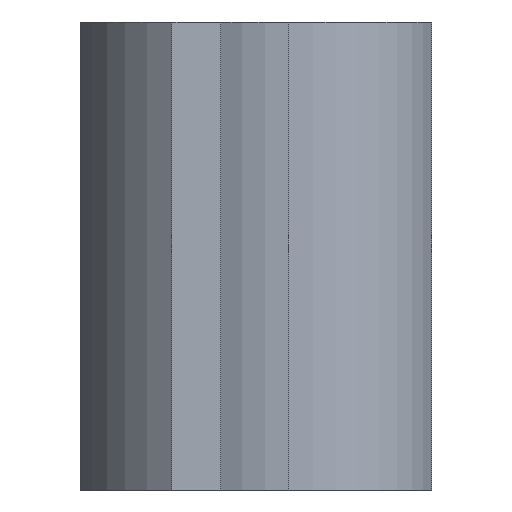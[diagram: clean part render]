
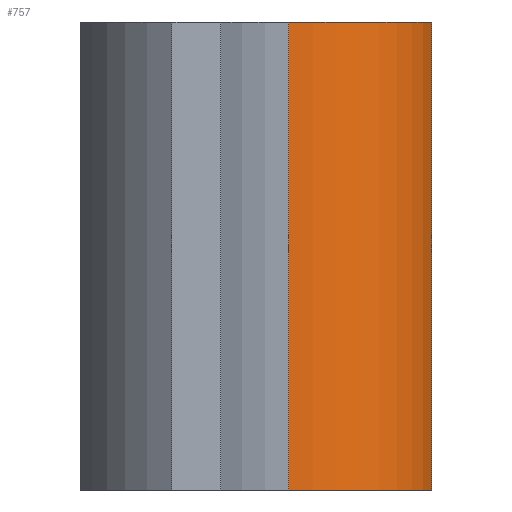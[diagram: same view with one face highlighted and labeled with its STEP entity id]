
A CAD part, left-side view. The second image highlights one B-rep face of the part: STEP entity #757.
In plain terms, the highlighted cylindrical face has radius 9.5 mm (diameter 19 mm), a partial arc.
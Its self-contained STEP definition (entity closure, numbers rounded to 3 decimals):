
#1 = CARTESIAN_POINT ( 'NONE',  ( -5.135, -71.104, 30. ) ) ;
#92 = EDGE_CURVE ( 'NONE', #274, #859, #870, .T. ) ;
#115 = AXIS2_PLACEMENT_3D ( 'NONE', #947, #1277, #652 ) ;
#163 = CARTESIAN_POINT ( 'NONE',  ( -12.112, -61.945, 30. ) ) ;
#200 = EDGE_CURVE ( 'NONE', #274, #877, #1138, .T. ) ;
#233 = VECTOR ( 'NONE', #1012, 1000. ) ;
#274 = VERTEX_POINT ( 'NONE', #163 ) ;
#341 = EDGE_CURVE ( 'NONE', #859, #447, #1327, .T. ) ;
#429 = VECTOR ( 'NONE', #1284, 1000. ) ;
#447 = VERTEX_POINT ( 'NONE', #720 ) ;
#477 = EDGE_CURVE ( 'NONE', #877, #447, #561, .T. ) ;
#561 = LINE ( 'NONE', #1, #233 ) ;
#567 = ORIENTED_EDGE ( 'NONE', *, *, #341, .T. ) ;
#621 = CARTESIAN_POINT ( 'NONE',  ( -5.135, -71.104, 30. ) ) ;
#652 = DIRECTION ( 'NONE',  ( 1., 0., 0. ) ) ;
#700 = DIRECTION ( 'NONE',  ( 0., 0., -1. ) ) ;
#720 = CARTESIAN_POINT ( 'NONE',  ( -5.135, -71.104, 0. ) ) ;
#726 = ORIENTED_EDGE ( 'NONE', *, *, #477, .F. ) ;
#741 = EDGE_LOOP ( 'NONE', ( #1060, #849, #567, #726 ) ) ;
#757 = ADVANCED_FACE ( 'NONE', ( #1003 ), #761, .T. ) ;
#761 = CYLINDRICAL_SURFACE ( 'NONE', #902, 9.5 ) ;
#799 = CARTESIAN_POINT ( 'NONE',  ( -2.612, -61.945, 30. ) ) ;
#849 = ORIENTED_EDGE ( 'NONE', *, *, #92, .T. ) ;
#859 = VERTEX_POINT ( 'NONE', #992 ) ;
#870 = LINE ( 'NONE', #1031, #429 ) ;
#877 = VERTEX_POINT ( 'NONE', #621 ) ;
#886 = CARTESIAN_POINT ( 'NONE',  ( -2.612, -61.945, 0. ) ) ;
#901 = DIRECTION ( 'NONE',  ( -1., 0., 0. ) ) ;
#902 = AXIS2_PLACEMENT_3D ( 'NONE', #799, #700, #901 ) ;
#947 = CARTESIAN_POINT ( 'NONE',  ( -2.612, -61.945, 30. ) ) ;
#972 = AXIS2_PLACEMENT_3D ( 'NONE', #886, #1334, #1317 ) ;
#992 = CARTESIAN_POINT ( 'NONE',  ( -12.112, -61.945, 0. ) ) ;
#1003 = FACE_OUTER_BOUND ( 'NONE', #741, .T. ) ;
#1012 = DIRECTION ( 'NONE',  ( 0., 0., -1. ) ) ;
#1031 = CARTESIAN_POINT ( 'NONE',  ( -12.112, -61.945, 30. ) ) ;
#1060 = ORIENTED_EDGE ( 'NONE', *, *, #200, .F. ) ;
#1138 = CIRCLE ( 'NONE', #115, 9.5 ) ;
#1277 = DIRECTION ( 'NONE',  ( 0., 0., 1. ) ) ;
#1284 = DIRECTION ( 'NONE',  ( 0., 0., -1. ) ) ;
#1317 = DIRECTION ( 'NONE',  ( 1., 0., 0. ) ) ;
#1327 = CIRCLE ( 'NONE', #972, 9.5 ) ;
#1334 = DIRECTION ( 'NONE',  ( 0., 0., 1. ) ) ;
